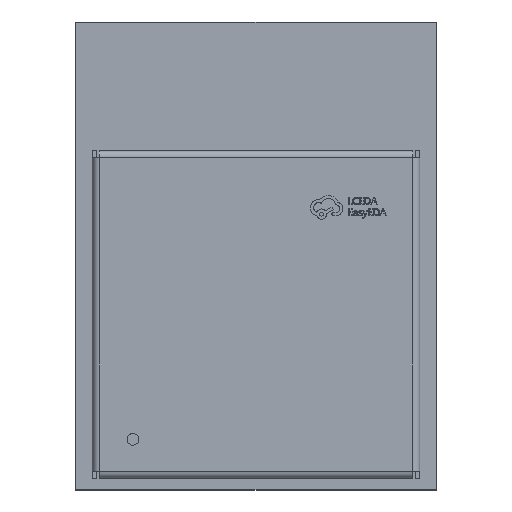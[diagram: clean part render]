
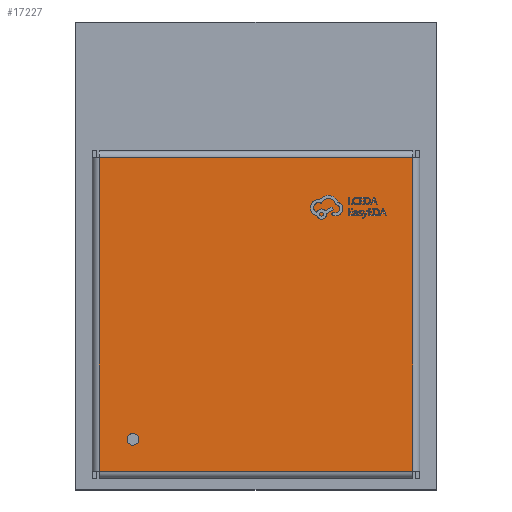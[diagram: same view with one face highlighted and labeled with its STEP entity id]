
A CAD part, top view. The second image highlights one B-rep face of the part: STEP entity #17227.
In plain terms, the highlighted planar face has unit normal (0, 0, 1).
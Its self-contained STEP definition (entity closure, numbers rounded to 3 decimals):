
#142 = CARTESIAN_POINT ( 'NONE',  ( -6.7, -9.2, 2.4 ) ) ;
#163 = CARTESIAN_POINT ( 'NONE',  ( 6.7, -9.2, 2.4 ) ) ;
#359 = PLANE ( 'NONE',  #3249 ) ;
#850 = DIRECTION ( 'NONE',  ( -1., 0., 0. ) ) ;
#1073 = VECTOR ( 'NONE', #6231, 1000. ) ;
#1475 = ORIENTED_EDGE ( 'NONE', *, *, #8716, .T. ) ;
#1538 = DIRECTION ( 'NONE',  ( 0., 0., 1. ) ) ;
#1737 = DIRECTION ( 'NONE',  ( 1., 0., 0. ) ) ;
#1807 = EDGE_LOOP ( 'NONE', ( #1475, #18036, #8325, #11868 ) ) ;
#1876 = EDGE_LOOP ( 'NONE', ( #5248, #19521 ) ) ;
#2322 = CARTESIAN_POINT ( 'NONE',  ( 6.7, -9.5, 2.4 ) ) ;
#2424 = DIRECTION ( 'NONE',  ( 0., 1., 0. ) ) ;
#2948 = CARTESIAN_POINT ( 'NONE',  ( -6.7, -9.2, 2.4 ) ) ;
#2957 = DIRECTION ( 'NONE',  ( 0., 0., 1. ) ) ;
#3249 = AXIS2_PLACEMENT_3D ( 'NONE', #12639, #15335, #1737 ) ;
#3456 = CARTESIAN_POINT ( 'NONE',  ( -5.259, -7.838, 2.4 ) ) ;
#3907 = EDGE_CURVE ( 'NONE', #12363, #11337, #7834, .T. ) ;
#4499 = EDGE_CURVE ( 'NONE', #19370, #12254, #9729, .T. ) ;
#5248 = ORIENTED_EDGE ( 'NONE', *, *, #17223, .F. ) ;
#5585 = CARTESIAN_POINT ( 'NONE',  ( -6.7, 4.5, 2.4 ) ) ;
#6028 = VERTEX_POINT ( 'NONE', #8824 ) ;
#6231 = DIRECTION ( 'NONE',  ( 1., 0., 0. ) ) ;
#7397 = VECTOR ( 'NONE', #2424, 1000. ) ;
#7834 = LINE ( 'NONE', #142, #1073 ) ;
#7839 = EDGE_CURVE ( 'NONE', #6028, #12363, #18993, .T. ) ;
#7865 = VERTEX_POINT ( 'NONE', #13068 ) ;
#8270 = CARTESIAN_POINT ( 'NONE',  ( 6.7, 4.2, 2.4 ) ) ;
#8325 = ORIENTED_EDGE ( 'NONE', *, *, #7839, .T. ) ;
#8716 = EDGE_CURVE ( 'NONE', #11337, #7865, #13480, .T. ) ;
#8824 = CARTESIAN_POINT ( 'NONE',  ( -6.7, 4.2, 2.4 ) ) ;
#9100 = DIRECTION ( 'NONE',  ( 1., 0., 0. ) ) ;
#9184 = FACE_OUTER_BOUND ( 'NONE', #1807, .T. ) ;
#9590 = FACE_BOUND ( 'NONE', #1876, .T. ) ;
#9729 = CIRCLE ( 'NONE', #17787, 0.25 ) ;
#10670 = AXIS2_PLACEMENT_3D ( 'NONE', #3456, #1538, #11014 ) ;
#11014 = DIRECTION ( 'NONE',  ( 1., 0., 0. ) ) ;
#11303 = CARTESIAN_POINT ( 'NONE',  ( -5.509, -7.838, 2.4 ) ) ;
#11337 = VERTEX_POINT ( 'NONE', #163 ) ;
#11868 = ORIENTED_EDGE ( 'NONE', *, *, #3907, .T. ) ;
#12254 = VERTEX_POINT ( 'NONE', #18890 ) ;
#12363 = VERTEX_POINT ( 'NONE', #2948 ) ;
#12639 = CARTESIAN_POINT ( 'NONE',  ( 0., 0., 2.4 ) ) ;
#13068 = CARTESIAN_POINT ( 'NONE',  ( 6.7, 4.2, 2.4 ) ) ;
#13480 = LINE ( 'NONE', #2322, #7397 ) ;
#13492 = VECTOR ( 'NONE', #19279, 1000. ) ;
#14139 = EDGE_CURVE ( 'NONE', #7865, #6028, #17656, .T. ) ;
#15335 = DIRECTION ( 'NONE',  ( 0., 0., 1. ) ) ;
#16665 = CARTESIAN_POINT ( 'NONE',  ( -5.259, -7.838, 2.4 ) ) ;
#16850 = VECTOR ( 'NONE', #850, 1000. ) ;
#17223 = EDGE_CURVE ( 'NONE', #12254, #19370, #19339, .T. ) ;
#17227 = ADVANCED_FACE ( 'NONE', ( #9590, #9184 ), #359, .T. ) ;
#17656 = LINE ( 'NONE', #8270, #16850 ) ;
#17787 = AXIS2_PLACEMENT_3D ( 'NONE', #16665, #2957, #9100 ) ;
#18036 = ORIENTED_EDGE ( 'NONE', *, *, #14139, .T. ) ;
#18890 = CARTESIAN_POINT ( 'NONE',  ( -5.009, -7.838, 2.4 ) ) ;
#18993 = LINE ( 'NONE', #5585, #13492 ) ;
#19279 = DIRECTION ( 'NONE',  ( 0., -1., 0. ) ) ;
#19339 = CIRCLE ( 'NONE', #10670, 0.25 ) ;
#19370 = VERTEX_POINT ( 'NONE', #11303 ) ;
#19521 = ORIENTED_EDGE ( 'NONE', *, *, #4499, .F. ) ;
